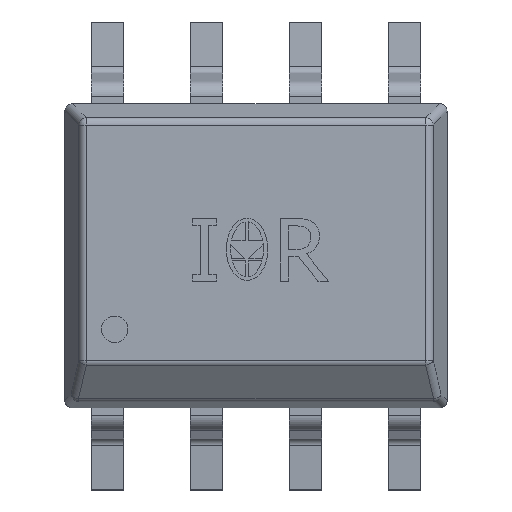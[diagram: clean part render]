
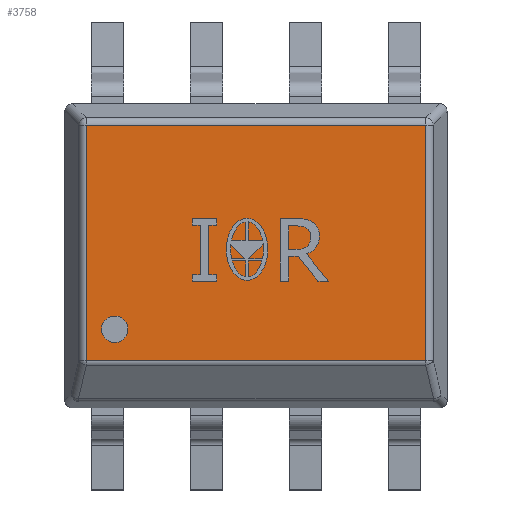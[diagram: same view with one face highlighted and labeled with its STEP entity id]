
A CAD part, top view. The second image highlights one B-rep face of the part: STEP entity #3758.
In plain terms, the highlighted planar face has unit normal (0, 0, 1).
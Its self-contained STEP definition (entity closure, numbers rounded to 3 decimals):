
#105=PLANE('',#4046);
#292=LINE('',#5506,#694);
#294=LINE('',#5516,#696);
#298=LINE('',#5532,#700);
#302=LINE('',#5538,#704);
#694=VECTOR('',#4418,3.019);
#696=VECTOR('',#4430,4.353);
#700=VECTOR('',#4448,3.019);
#704=VECTOR('',#4456,4.353);
#1178=FACE_OUTER_BOUND('',#1398,.T.);
#1398=EDGE_LOOP('',(#2775,#2776,#2777,#2778));
#1721=VERTEX_POINT('',#5475);
#1728=VERTEX_POINT('',#5496);
#1730=VERTEX_POINT('',#5508);
#1735=VERTEX_POINT('',#5524);
#2099=EDGE_CURVE('',#1721,#1728,#292,.T.);
#2104=EDGE_CURVE('',#1730,#1721,#294,.T.);
#2112=EDGE_CURVE('',#1735,#1730,#298,.T.);
#2116=EDGE_CURVE('',#1728,#1735,#302,.T.);
#2775=ORIENTED_EDGE('',*,*,#2099,.F.);
#2776=ORIENTED_EDGE('',*,*,#2104,.F.);
#2777=ORIENTED_EDGE('',*,*,#2112,.F.);
#2778=ORIENTED_EDGE('',*,*,#2116,.F.);
#3758=ADVANCED_FACE('',(#1178),#105,.T.);
#4046=AXIS2_PLACEMENT_3D('',#5608,#4540,#4541);
#4418=DIRECTION('',(0.,-1.,0.));
#4430=DIRECTION('',(1.,0.,0.));
#4448=DIRECTION('',(0.,1.,0.));
#4456=DIRECTION('',(-1.,0.,0.));
#4540=DIRECTION('center_axis',(0.,0.,1.));
#4541=DIRECTION('ref_axis',(1.,0.,0.));
#5475=CARTESIAN_POINT('',(2.176,1.676,1.575));
#5496=CARTESIAN_POINT('',(2.176,-1.342,1.575));
#5506=CARTESIAN_POINT('',(2.176,-0.488,1.575));
#5508=CARTESIAN_POINT('',(-2.176,1.676,1.575));
#5516=CARTESIAN_POINT('',(0.613,1.676,1.575));
#5524=CARTESIAN_POINT('',(-2.176,-1.342,1.575));
#5532=CARTESIAN_POINT('',(-2.176,0.487,1.575));
#5538=CARTESIAN_POINT('',(-0.306,-1.342,1.575));
#5608=CARTESIAN_POINT('Origin',(0.,0.,
1.575));
